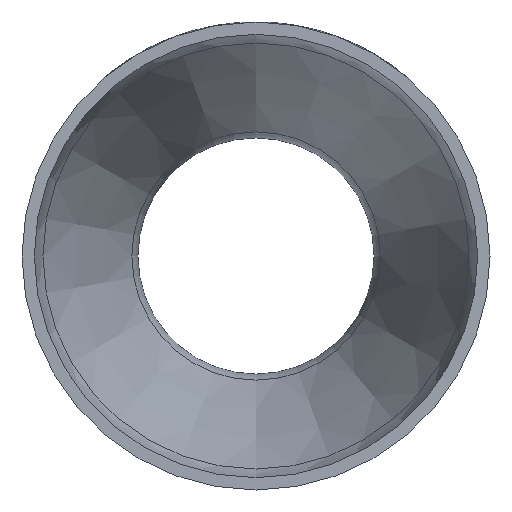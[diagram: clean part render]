
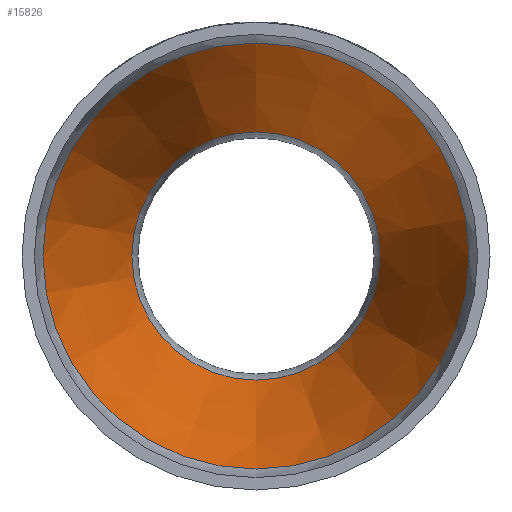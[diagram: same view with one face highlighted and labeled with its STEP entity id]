
A CAD part, front view. The second image highlights one B-rep face of the part: STEP entity #15826.
In plain terms, the highlighted conical face has half-angle 17.637 degrees and reference radius 34.64 mm.
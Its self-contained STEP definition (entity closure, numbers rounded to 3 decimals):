
#1636 = DIRECTION ( 'NONE',  ( 0., -1., 0. ) ) ;
#3116 = ORIENTED_EDGE ( 'NONE', *, *, #18984, .F. ) ;
#3440 = CIRCLE ( 'NONE', #10550, 20.187 ) ;
#4021 = EDGE_CURVE ( 'NONE', #7416, #7416, #9546, .T. ) ;
#5765 = DIRECTION ( 'NONE',  ( 0., -1., 0. ) ) ;
#7416 = VERTEX_POINT ( 'NONE', #9915 ) ;
#7695 = VERTEX_POINT ( 'NONE', #18456 ) ;
#8197 = DIRECTION ( 'NONE',  ( 0., 0., -1. ) ) ;
#9546 = CIRCLE ( 'NONE', #21115, 34.64 ) ;
#9785 = EDGE_LOOP ( 'NONE', ( #17980 ) ) ;
#9915 = CARTESIAN_POINT ( 'NONE',  ( 0., 44.435, -34.64 ) ) ;
#10082 = CARTESIAN_POINT ( 'NONE',  ( 0., 44.435, 0. ) ) ;
#10320 = AXIS2_PLACEMENT_3D ( 'NONE', #10082, #5765, #20946 ) ;
#10550 = AXIS2_PLACEMENT_3D ( 'NONE', #11815, #20305, #20041 ) ;
#11815 = CARTESIAN_POINT ( 'NONE',  ( 0., 89.895, 0. ) ) ;
#15826 = ADVANCED_FACE ( 'NONE', ( #16225, #22912 ), #25457, .F. ) ;
#16225 = FACE_BOUND ( 'NONE', #21307, .T. ) ;
#17980 = ORIENTED_EDGE ( 'NONE', *, *, #4021, .T. ) ;
#18456 = CARTESIAN_POINT ( 'NONE',  ( 0., 89.895, -20.187 ) ) ;
#18984 = EDGE_CURVE ( 'NONE', #7695, #7695, #3440, .T. ) ;
#20041 = DIRECTION ( 'NONE',  ( 0., 0., -1. ) ) ;
#20305 = DIRECTION ( 'NONE',  ( 0., -1., 0. ) ) ;
#20946 = DIRECTION ( 'NONE',  ( 0., 0., -1. ) ) ;
#21115 = AXIS2_PLACEMENT_3D ( 'NONE', #27283, #1636, #8197 ) ;
#21307 = EDGE_LOOP ( 'NONE', ( #3116 ) ) ;
#22912 = FACE_OUTER_BOUND ( 'NONE', #9785, .T. ) ;
#25457 = CONICAL_SURFACE ( 'NONE', #10320, 34.64, 0.308 ) ;
#27283 = CARTESIAN_POINT ( 'NONE',  ( 0., 44.435, 0. ) ) ;
